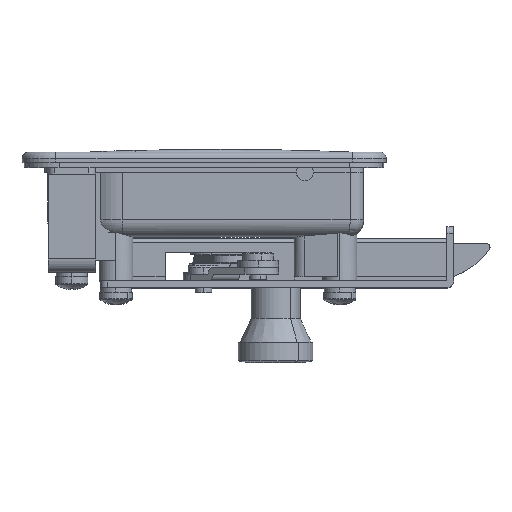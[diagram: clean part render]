
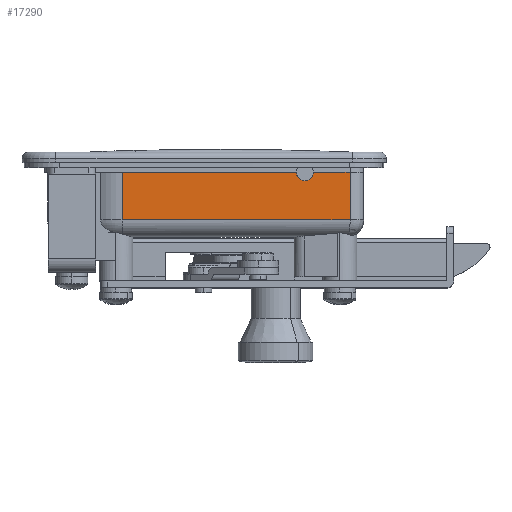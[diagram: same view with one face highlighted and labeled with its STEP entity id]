
A CAD part, top view. The second image highlights one B-rep face of the part: STEP entity #17290.
In plain terms, the highlighted planar face has unit normal (0, 0, 1).
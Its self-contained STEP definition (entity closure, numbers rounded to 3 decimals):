
#1687 = ORIENTED_EDGE ( 'NONE', *, *, #15972, .F. ) ;
#1688 = ORIENTED_EDGE ( 'NONE', *, *, #16322, .F. ) ;
#1689 = ORIENTED_EDGE ( 'NONE', *, *, #16506, .F. ) ;
#1690 = ORIENTED_EDGE ( 'NONE', *, *, #16505, .T. ) ;
#1691 = ORIENTED_EDGE ( 'NONE', *, *, #16507, .T. ) ;
#1692 = ORIENTED_EDGE ( 'NONE', *, *, #16253, .F. ) ;
#2556 = EDGE_LOOP ( 'NONE', ( #1687, #1688, #1689, #1691, #1690, #1692 ) ) ;
#5228 = LINE ( 'NONE', #9252, #18920 ) ;
#5262 = LINE ( 'NONE', #9425, #19022 ) ;
#5368 = LINE ( 'NONE', #7207, #14896 ) ;
#5369 = LINE ( 'NONE', #7209, #14898 ) ;
#5370 = LINE ( 'NONE', #7211, #14899 ) ;
#7207 = CARTESIAN_POINT ( 'NONE',  ( 43., -25., 31.8 ) ) ;
#7208 = DIRECTION ( 'NONE',  ( 0., 1., 0. ) ) ;
#7209 = CARTESIAN_POINT ( 'NONE',  ( -24.195, -25., 31.8 ) ) ;
#7210 = DIRECTION ( 'NONE',  ( 0., 1., 0. ) ) ;
#7211 = CARTESIAN_POINT ( 'NONE',  ( 43., -20., 31.8 ) ) ;
#7212 = DIRECTION ( 'NONE',  ( 1., 0., 0. ) ) ;
#9049 = PLANE ( 'NONE',  #17599 ) ;
#9050 = CARTESIAN_POINT ( 'NONE',  ( 43., -25., 31.8 ) ) ;
#9051 = DIRECTION ( 'NONE',  ( 0., 0., 1. ) ) ;
#9052 = DIRECTION ( 'NONE',  ( 1., 0., 0. ) ) ;
#9252 = CARTESIAN_POINT ( 'NONE',  ( 43., -6., 31.8 ) ) ;
#9253 = DIRECTION ( 'NONE',  ( 1., 0., 0. ) ) ;
#9425 = CARTESIAN_POINT ( 'NONE',  ( 43., -6., 31.8 ) ) ;
#9426 = DIRECTION ( 'NONE',  ( 1., 0., 0. ) ) ;
#10096 = CARTESIAN_POINT ( 'NONE',  ( 29.7, -6., 31.8 ) ) ;
#10097 = DIRECTION ( 'NONE',  ( 0., 0., 1. ) ) ;
#10098 = DIRECTION ( 'NONE',  ( 1., 0., 0. ) ) ;
#12097 = FACE_OUTER_BOUND ( 'NONE', #2556, .T. ) ;
#12610 = CARTESIAN_POINT ( 'NONE',  ( -24.195, -20., 31.8 ) ) ;
#12611 = CARTESIAN_POINT ( 'NONE',  ( 43., -20., 31.8 ) ) ;
#12697 = CARTESIAN_POINT ( 'NONE',  ( 43., -6., 31.8 ) ) ;
#12759 = CARTESIAN_POINT ( 'NONE',  ( -24.195, -6., 31.8 ) ) ;
#12775 = CARTESIAN_POINT ( 'NONE',  ( 32.2, -6., 31.8 ) ) ;
#12776 = CARTESIAN_POINT ( 'NONE',  ( 27.2, -6., 31.8 ) ) ;
#13610 = VERTEX_POINT ( 'NONE', #12610 ) ;
#13611 = VERTEX_POINT ( 'NONE', #12611 ) ;
#13697 = VERTEX_POINT ( 'NONE', #12697 ) ;
#13759 = VERTEX_POINT ( 'NONE', #12759 ) ;
#13775 = VERTEX_POINT ( 'NONE', #12775 ) ;
#13776 = VERTEX_POINT ( 'NONE', #12776 ) ;
#14896 = VECTOR ( 'NONE', #7208, 1000. ) ;
#14898 = VECTOR ( 'NONE', #7210, 1000. ) ;
#14899 = VECTOR ( 'NONE', #7212, 1000. ) ;
#15972 = EDGE_CURVE ( 'NONE', #13776, #13775, #18861, .T. ) ;
#16253 = EDGE_CURVE ( 'NONE', #13775, #13697, #5228, .T. ) ;
#16322 = EDGE_CURVE ( 'NONE', #13759, #13776, #5262, .T. ) ;
#16505 = EDGE_CURVE ( 'NONE', #13611, #13697, #5368, .T. ) ;
#16506 = EDGE_CURVE ( 'NONE', #13610, #13759, #5369, .T. ) ;
#16507 = EDGE_CURVE ( 'NONE', #13610, #13611, #5370, .T. ) ;
#17290 = ADVANCED_FACE ( 'NONE', ( #12097 ), #9049, .T. ) ;
#17599 = AXIS2_PLACEMENT_3D ( 'NONE', #9050, #9051, #9052 ) ;
#18861 = CIRCLE ( 'NONE', #18862, 2.5 ) ;
#18862 = AXIS2_PLACEMENT_3D ( 'NONE', #10096, #10097, #10098 ) ;
#18920 = VECTOR ( 'NONE', #9253, 1000. ) ;
#19022 = VECTOR ( 'NONE', #9426, 1000. ) ;
